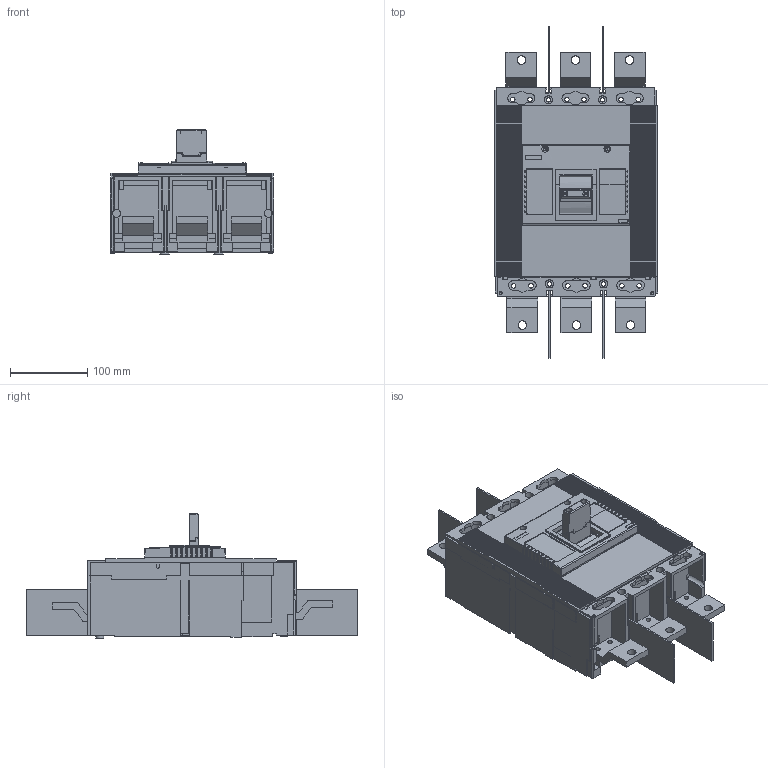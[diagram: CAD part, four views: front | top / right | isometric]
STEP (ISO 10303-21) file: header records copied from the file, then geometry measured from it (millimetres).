
FILE_DESCRIPTION (( 'STEP AP214' ), '1' );
FILE_NAME ('Ñáîðêà800.STEP', '2018-05-11T08:25:59', ( 'AutoBVT' ), ( 'Microsoft' ), 'SwSTEP 2.0', 'SolidWorks 2014', '' );
FILE_SCHEMA (( 'AUTOMOTIVE_DESIGN' ));
Length unit declared in the file: millimetre
Products named in the file (1): 栖闉罻800
Bounding box: 211.35 x 429.5 x 161.46 mm (x, y, z)
Volume: 7936423 mm3; surface area: 765834.2 mm2
Topology: 13 solids, 31 shells, 3130 faces, 8816 edges, 5742 vertices
Faces by surface type: plane 2210, cylinder 740, bspline 110, cone 38, sphere 32
Entity records: 145294 total; most frequent: CARTESIAN_POINT 31518, ORIENTED_EDGE 17532, DIRECTION 14898, EDGE_CURVE 8766, VECTOR 6760, LINE 6760, VERTEX_POINT 5742, AXIS2_PLACEMENT_3D 4069
